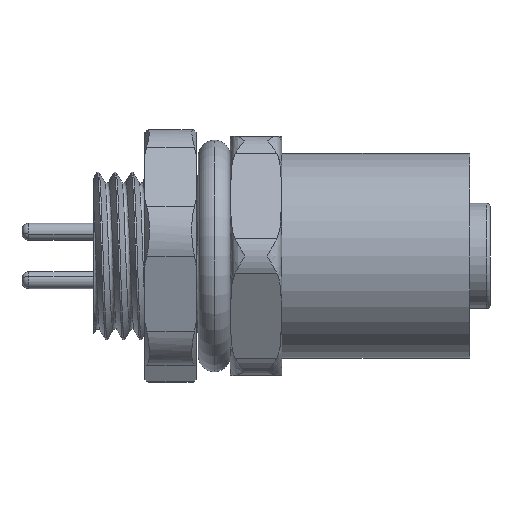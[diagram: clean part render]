
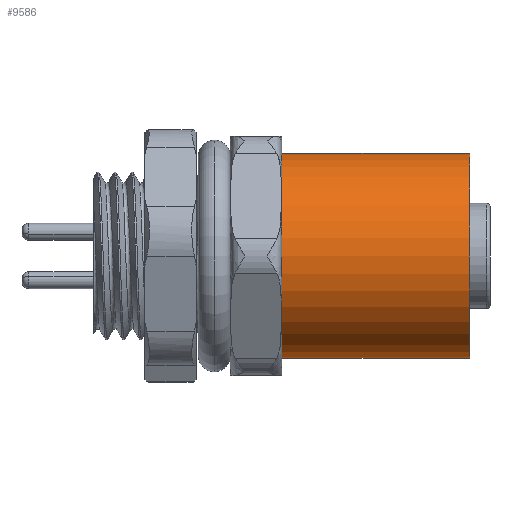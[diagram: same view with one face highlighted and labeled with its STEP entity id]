
A CAD part, front view. The second image highlights one B-rep face of the part: STEP entity #9586.
In plain terms, the highlighted cylindrical face has radius 3 mm (diameter 6 mm), a partial arc.
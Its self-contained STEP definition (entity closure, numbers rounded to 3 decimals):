
#285 = VERTEX_POINT ( 'NONE', #3668 ) ;
#576 = CARTESIAN_POINT ( 'NONE',  ( 7., 0., 3. ) ) ;
#640 = CARTESIAN_POINT ( 'NONE',  ( 1.5, 0., -3. ) ) ;
#979 = CYLINDRICAL_SURFACE ( 'NONE', #7740, 3. ) ;
#1369 = EDGE_CURVE ( 'NONE', #8772, #4915, #4096, .T. ) ;
#1943 = CARTESIAN_POINT ( 'NONE',  ( 7., 0., -3. ) ) ;
#1957 = ORIENTED_EDGE ( 'NONE', *, *, #5722, .F. ) ;
#2122 = CARTESIAN_POINT ( 'NONE',  ( 7., 0., 0. ) ) ;
#3149 = AXIS2_PLACEMENT_3D ( 'NONE', #2122, #8194, #6553 ) ;
#3198 = CIRCLE ( 'NONE', #3149, 3. ) ;
#3484 = DIRECTION ( 'NONE',  ( 0., 0., 1. ) ) ;
#3668 = CARTESIAN_POINT ( 'NONE',  ( 7., 0., 3. ) ) ;
#4096 = CIRCLE ( 'NONE', #10072, 3. ) ;
#4915 = VERTEX_POINT ( 'NONE', #8198 ) ;
#5252 = VECTOR ( 'NONE', #10722, 1000. ) ;
#5346 = EDGE_CURVE ( 'NONE', #285, #4915, #10402, .T. ) ;
#5661 = VECTOR ( 'NONE', #9175, 1000. ) ;
#5722 = EDGE_CURVE ( 'NONE', #6078, #8772, #10139, .T. ) ;
#6078 = VERTEX_POINT ( 'NONE', #6293 ) ;
#6293 = CARTESIAN_POINT ( 'NONE',  ( 7., 0., -3. ) ) ;
#6553 = DIRECTION ( 'NONE',  ( 0., 0., -1. ) ) ;
#7034 = DIRECTION ( 'NONE',  ( -1., 0., 0. ) ) ;
#7361 = DIRECTION ( 'NONE',  ( 0., 0., 1. ) ) ;
#7740 = AXIS2_PLACEMENT_3D ( 'NONE', #10016, #9898, #7361 ) ;
#8194 = DIRECTION ( 'NONE',  ( 1., 0., 0. ) ) ;
#8198 = CARTESIAN_POINT ( 'NONE',  ( 1.5, 0., 3. ) ) ;
#8377 = EDGE_CURVE ( 'NONE', #285, #6078, #3198, .T. ) ;
#8717 = FACE_OUTER_BOUND ( 'NONE', #8958, .T. ) ;
#8772 = VERTEX_POINT ( 'NONE', #640 ) ;
#8861 = ORIENTED_EDGE ( 'NONE', *, *, #8377, .F. ) ;
#8958 = EDGE_LOOP ( 'NONE', ( #1957, #8861, #10814, #9648 ) ) ;
#9175 = DIRECTION ( 'NONE',  ( -1., 0., 0. ) ) ;
#9570 = CARTESIAN_POINT ( 'NONE',  ( 1.5, 0., 0. ) ) ;
#9586 = ADVANCED_FACE ( 'NONE', ( #8717 ), #979, .T. ) ;
#9648 = ORIENTED_EDGE ( 'NONE', *, *, #1369, .F. ) ;
#9898 = DIRECTION ( 'NONE',  ( -1., 0., 0. ) ) ;
#10016 = CARTESIAN_POINT ( 'NONE',  ( 7., 0., 0. ) ) ;
#10072 = AXIS2_PLACEMENT_3D ( 'NONE', #9570, #7034, #3484 ) ;
#10139 = LINE ( 'NONE', #1943, #5252 ) ;
#10402 = LINE ( 'NONE', #576, #5661 ) ;
#10722 = DIRECTION ( 'NONE',  ( -1., 0., 0. ) ) ;
#10814 = ORIENTED_EDGE ( 'NONE', *, *, #5346, .T. ) ;
